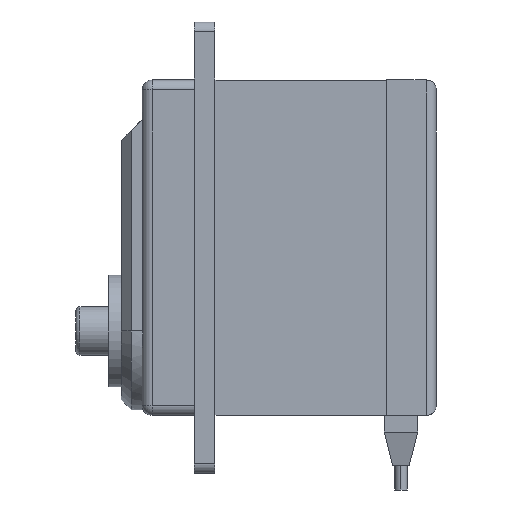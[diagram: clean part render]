
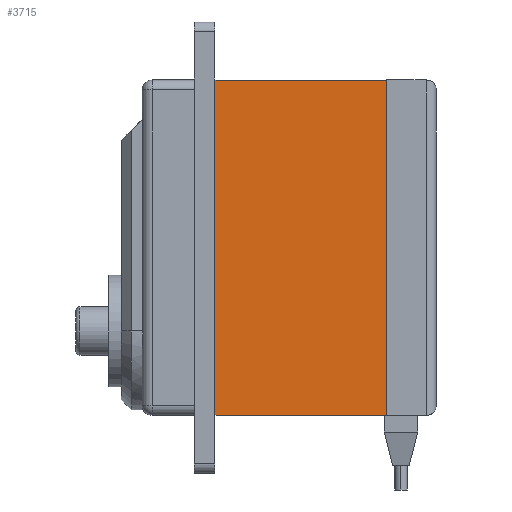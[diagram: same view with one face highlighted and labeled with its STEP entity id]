
A CAD part, left-side view. The second image highlights one B-rep face of the part: STEP entity #3715.
In plain terms, the highlighted planar face has unit normal (-1, 0, 0).
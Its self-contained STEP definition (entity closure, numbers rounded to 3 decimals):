
#14 = VERTEX_POINT ( 'NONE', #3004 ) ;
#326 = DIRECTION ( 'NONE',  ( 0., 0., -1. ) ) ;
#445 = EDGE_LOOP ( 'NONE', ( #4400, #4014, #4418, #2694 ) ) ;
#474 = VERTEX_POINT ( 'NONE', #2827 ) ;
#511 = LINE ( 'NONE', #3336, #4042 ) ;
#654 = LINE ( 'NONE', #2052, #922 ) ;
#678 = LINE ( 'NONE', #2473, #3088 ) ;
#922 = VECTOR ( 'NONE', #4466, 1000. ) ;
#1047 = DIRECTION ( 'NONE',  ( -1., 0., 0. ) ) ;
#1064 = VERTEX_POINT ( 'NONE', #2975 ) ;
#1247 = EDGE_CURVE ( 'NONE', #474, #1064, #2873, .T. ) ;
#1299 = PLANE ( 'NONE',  #2240 ) ;
#2052 = CARTESIAN_POINT ( 'NONE',  ( -10.24, 26.7, -20.24 ) ) ;
#2203 = VECTOR ( 'NONE', #4025, 1000. ) ;
#2240 = AXIS2_PLACEMENT_3D ( 'NONE', #2729, #1047, #3627 ) ;
#2473 = CARTESIAN_POINT ( 'NONE',  ( -10.24, 26.7, -20.24 ) ) ;
#2694 = ORIENTED_EDGE ( 'NONE', *, *, #4388, .F. ) ;
#2729 = CARTESIAN_POINT ( 'NONE',  ( -10.24, 0., 0. ) ) ;
#2827 = CARTESIAN_POINT ( 'NONE',  ( -10.24, 6., -20.24 ) ) ;
#2873 = LINE ( 'NONE', #4296, #2203 ) ;
#2902 = CARTESIAN_POINT ( 'NONE',  ( -10.24, 26.7, -20.24 ) ) ;
#2975 = CARTESIAN_POINT ( 'NONE',  ( -10.24, 6., 20.24 ) ) ;
#3004 = CARTESIAN_POINT ( 'NONE',  ( -10.24, 26.7, 20.24 ) ) ;
#3027 = EDGE_CURVE ( 'NONE', #14, #3584, #678, .T. ) ;
#3084 = FACE_OUTER_BOUND ( 'NONE', #445, .T. ) ;
#3088 = VECTOR ( 'NONE', #326, 1000. ) ;
#3336 = CARTESIAN_POINT ( 'NONE',  ( -10.24, 0., 20.24 ) ) ;
#3584 = VERTEX_POINT ( 'NONE', #2902 ) ;
#3627 = DIRECTION ( 'NONE',  ( 0., 0., 1. ) ) ;
#3715 = ADVANCED_FACE ( 'NONE', ( #3084 ), #1299, .T. ) ;
#4014 = ORIENTED_EDGE ( 'NONE', *, *, #4489, .T. ) ;
#4025 = DIRECTION ( 'NONE',  ( 0., 0., 1. ) ) ;
#4042 = VECTOR ( 'NONE', #4078, 1000. ) ;
#4078 = DIRECTION ( 'NONE',  ( 0., -1., 0. ) ) ;
#4296 = CARTESIAN_POINT ( 'NONE',  ( -10.24, 6., -20.24 ) ) ;
#4388 = EDGE_CURVE ( 'NONE', #14, #1064, #511, .T. ) ;
#4400 = ORIENTED_EDGE ( 'NONE', *, *, #3027, .T. ) ;
#4418 = ORIENTED_EDGE ( 'NONE', *, *, #1247, .T. ) ;
#4466 = DIRECTION ( 'NONE',  ( 0., -1., 0. ) ) ;
#4489 = EDGE_CURVE ( 'NONE', #3584, #474, #654, .T. ) ;
